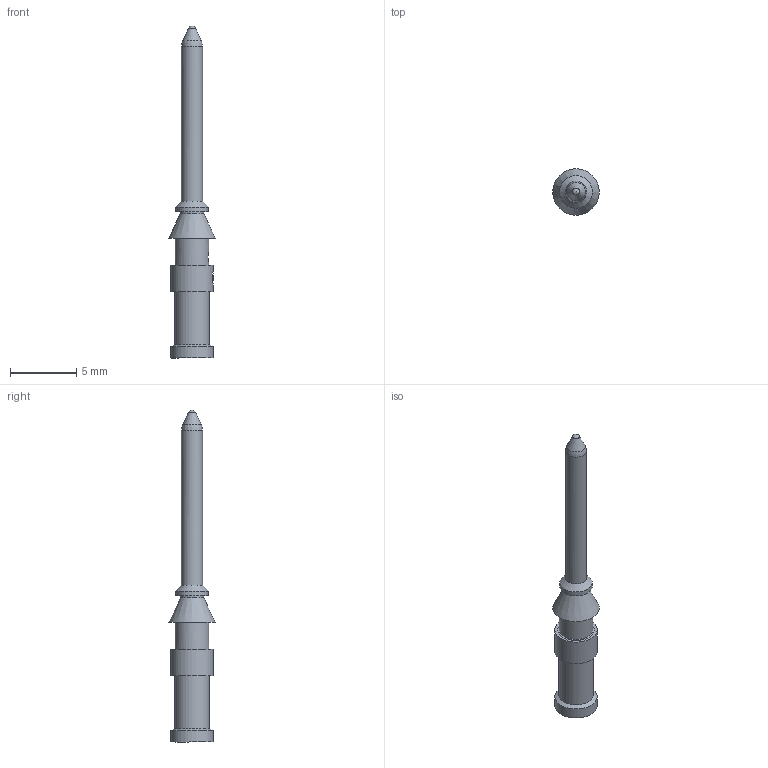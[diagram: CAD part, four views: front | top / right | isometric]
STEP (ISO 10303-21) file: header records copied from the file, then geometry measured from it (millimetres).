
FILE_DESCRIPTION(/* description */ (''),/* implementation_level */ '2;1');
FILE_NAME(/* name */ '100105261ugm000_c.stp',/* time_stamp */ '2022-03-11T16:25:41+01:00',/* author */ (''),/* organization */ (''),/* preprocessor_version */ 'ST-DEVELOPER v16.7',/* originating_system */ 'SIEMENS PLM Software NX 1911',/* authorisation */ '');
FILE_SCHEMA (('AUTOMOTIVE_DESIGN { 1 0 10303 214 3 1 1 1 }'));
Length unit declared in the file: millimetre
Products named in the file (1): 100105261ugm000_c
Bounding box: 3.5 x 3.5 x 25 mm (x, y, z)
Volume: 81.7 mm3; surface area: 238.3 mm2
Topology: 1 solids, 2 shells, 124 faces, 403 edges, 380 vertices
Faces by surface type: plane 79, cylinder 35, cone 6, extrusion 2, bspline 2
Full cylindrical faces by diameter (mm): 0.114 x1, 0.135 x1, 0.8 x1, 1.15 x1, 1.585 x1, 1.8 x1, 2.45 x1, 2.53 x1, 2.6 x1, 2.79 x1, 3.19 x2
Entity records: 5491 total; most frequent: CARTESIAN_POINT 1680, DIRECTION 698, ORIENTED_EDGE 562, EDGE_CURVE 282, AXIS2_PLACEMENT_3D 240, VECTOR 218, LINE 216, VERTEX_POINT 199
